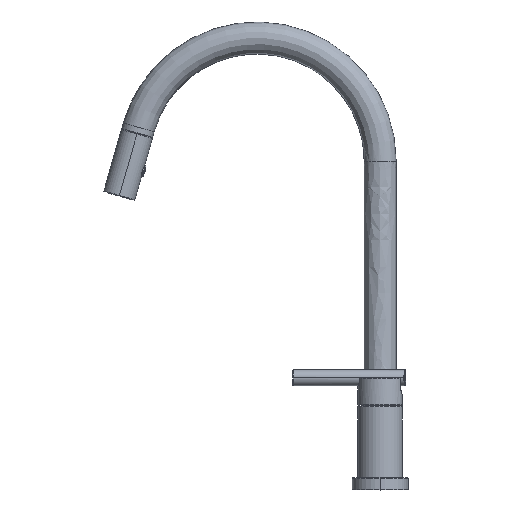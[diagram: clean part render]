
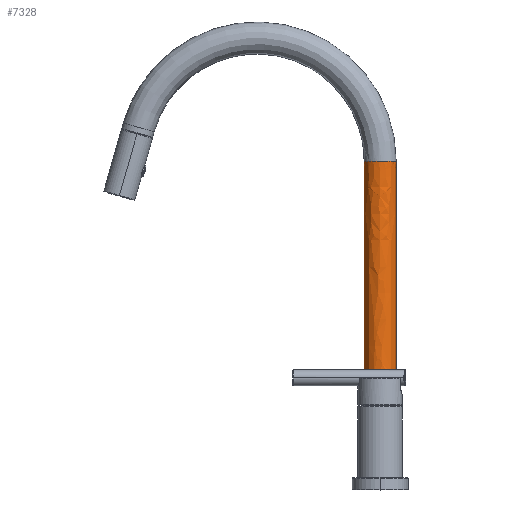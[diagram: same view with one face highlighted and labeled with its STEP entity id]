
A CAD part, top view. The second image highlights one B-rep face of the part: STEP entity #7328.
In plain terms, the highlighted free-form (B-spline) face has degree [3, 3] with [7, 4] control points.
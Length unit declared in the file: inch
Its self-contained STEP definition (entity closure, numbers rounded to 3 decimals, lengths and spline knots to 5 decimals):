
#3823=DIRECTION('',(0.,1.,0.));
#3824=VECTOR('',#3823,11.23671);
#3825=CARTESIAN_POINT('',(-0.57,0.,-5.));
#3826=LINE('',#3825,#3824);
#3827=CARTESIAN_POINT('',(-0.57,11.23671,-5.));
#3828=CARTESIAN_POINT('',(-0.57,11.23671,-4.85111));
#3829=CARTESIAN_POINT('',(-0.44666,11.23671,
-4.55334));
#3830=CARTESIAN_POINT('',(0.,11.23671,-4.36833));
#3831=CARTESIAN_POINT('',(0.44666,11.23671,
-4.55334));
#3832=CARTESIAN_POINT('',(0.57,11.23671,-4.85111));
#3833=CARTESIAN_POINT('',(0.57,11.23671,-5.));
#3835=CARTESIAN_POINT('',(0.57,0.,-5.));
#3841=CARTESIAN_POINT('',(-0.57,0.,-5.));
#3843=CARTESIAN_POINT('',(-0.57,0.,-5.));
#3844=CARTESIAN_POINT('',(-0.57,0.,-4.85111));
#3845=CARTESIAN_POINT('',(-0.44666,0.,-4.55334));
#3846=CARTESIAN_POINT('',(0.,0.,-4.36833));
#3847=CARTESIAN_POINT('',(0.44666,0.,-4.55334));
#3848=CARTESIAN_POINT('',(0.57,0.,-4.85111));
#3849=CARTESIAN_POINT('',(0.57,0.,-5.));
#3899=DIRECTION('',(0.,1.,0.));
#3900=VECTOR('',#3899,11.23671);
#3901=CARTESIAN_POINT('',(0.57,0.,-5.));
#3902=LINE('',#3901,#3900);
#3903=CARTESIAN_POINT('',(0.57,11.23671,-5.));
#3909=CARTESIAN_POINT('',(-0.57,11.23671,-5.));
#6014=VERTEX_POINT('',#3903);
#6015=VERTEX_POINT('',#3909);
#6020=VERTEX_POINT('',#3835);
#6021=VERTEX_POINT('',#3841);
#7290=CARTESIAN_POINT('',(-0.57,0.,-5.));
#7291=CARTESIAN_POINT('',(-0.57,3.74557,-5.));
#7292=CARTESIAN_POINT('',(-0.57,7.49114,-5.));
#7293=CARTESIAN_POINT('',(-0.57,11.23671,-5.));
#7294=CARTESIAN_POINT('',(-0.57,0.,-4.85111));
#7295=CARTESIAN_POINT('',(-0.57,3.74557,-4.85111));
#7296=CARTESIAN_POINT('',(-0.57,7.49114,-4.85111));
#7297=CARTESIAN_POINT('',(-0.57,11.23671,-4.85111));
#7298=CARTESIAN_POINT('',(-0.44666,0.,-4.55334));
#7299=CARTESIAN_POINT('',(-0.44666,3.74557,
-4.55334));
#7300=CARTESIAN_POINT('',(-0.44666,7.49114,
-4.55334));
#7301=CARTESIAN_POINT('',(-0.44666,11.23671,
-4.55334));
#7302=CARTESIAN_POINT('',(0.,0.,-4.36833));
#7303=CARTESIAN_POINT('',(0.,3.74557,-4.36833));
#7304=CARTESIAN_POINT('',(0.,7.49114,-4.36833));
#7305=CARTESIAN_POINT('',(0.,11.23671,-4.36833));
#7306=CARTESIAN_POINT('',(0.44666,0.,-4.55334));
#7307=CARTESIAN_POINT('',(0.44666,3.74557,
-4.55334));
#7308=CARTESIAN_POINT('',(0.44666,7.49114,
-4.55334));
#7309=CARTESIAN_POINT('',(0.44666,11.23671,
-4.55334));
#7310=CARTESIAN_POINT('',(0.57,0.,-4.85111));
#7311=CARTESIAN_POINT('',(0.57,3.74557,-4.85111));
#7312=CARTESIAN_POINT('',(0.57,7.49114,-4.85111));
#7313=CARTESIAN_POINT('',(0.57,11.23671,-4.85111));
#7314=CARTESIAN_POINT('',(0.57,0.,-5.));
#7315=CARTESIAN_POINT('',(0.57,3.74557,-5.));
#7316=CARTESIAN_POINT('',(0.57,7.49114,-5.));
#7317=CARTESIAN_POINT('',(0.57,11.23671,-5.));
#7318=B_SPLINE_SURFACE_WITH_KNOTS('',3,3,((#7290,#7291,#7292,#7293),(#7294,
#7295,#7296,#7297),(#7298,#7299,#7300,#7301),(#7302,#7303,#7304,#7305),(#7306,
#7307,#7308,#7309),(#7310,#7311,#7312,#7313),(#7314,#7315,#7316,#7317)),
.UNSPECIFIED.,.F.,.F.,.F.,(4,1,1,1,4),(4,4),(0.5,0.625,0.75,0.875,1.),
(0.,1.),.UNSPECIFIED.);
#7320=ORIENTED_EDGE('',*,*,#7319,.F.);
#7322=ORIENTED_EDGE('',*,*,#7321,.T.);
#7323=ORIENTED_EDGE('',*,*,#7280,.T.);
#7325=ORIENTED_EDGE('',*,*,#7324,.F.);
#7326=EDGE_LOOP('',(#7320,#7322,#7323,#7325));
#7327=FACE_OUTER_BOUND('',#7326,.F.);
#7328=ADVANCED_FACE('',(#7327),#7318,.T.);
#3834=B_SPLINE_CURVE_WITH_KNOTS('',3,(#3827,#3828,#3829,#3830,#3831,#3832,
#3833),.UNSPECIFIED.,.F.,.F.,(4,1,1,1,4),(0.,0.25,0.5,0.75,1.),
.UNSPECIFIED.);
#3850=B_SPLINE_CURVE_WITH_KNOTS('',3,(#3843,#3844,#3845,#3846,#3847,#3848,
#3849),.UNSPECIFIED.,.F.,.F.,(4,1,1,1,4),(0.,0.25,0.5,0.75,1.),
.UNSPECIFIED.);
#7280=EDGE_CURVE('',#6015,#6014,#3834,.T.);
#7319=EDGE_CURVE('',#6021,#6020,#3850,.T.);
#7321=EDGE_CURVE('',#6021,#6015,#3826,.T.);
#7324=EDGE_CURVE('',#6020,#6014,#3902,.T.);
